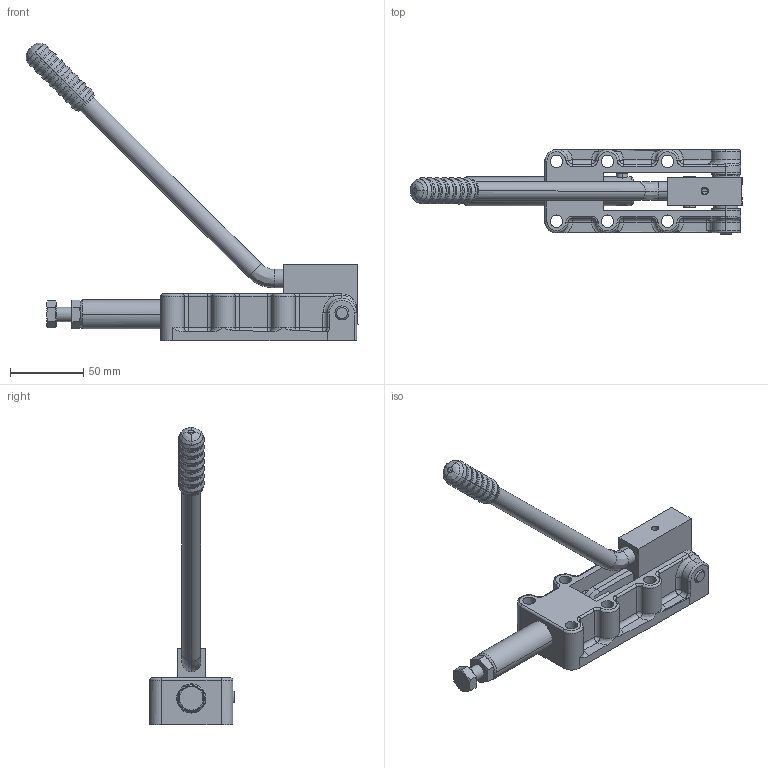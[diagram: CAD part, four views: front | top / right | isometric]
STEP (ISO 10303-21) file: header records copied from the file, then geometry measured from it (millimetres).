
FILE_DESCRIPTION (( 'STEP AP203' ), '1' );
FILE_NAME ('P1200L.STEP', '2016-11-24T13:22:14', ( '' ), ( '' ), 'SwSTEP 2.0', 'SolidWorks 2016', '' );
FILE_SCHEMA (( 'CONFIG_CONTROL_DESIGN' ));
Length unit declared in the file: millimetre
Products named in the file (3): P1200L-BODY; P1200L; hex bolt gradec_bsii_BS EN 24016 - M10 x 50 x 50-WN
Assembly tree (2 placements, depth 2):
  P1200L
    P1200L-BODY
    hex bolt gradec_bsii_BS EN 24016 - M10 x 50 x 50-WN
Bounding box: 227.16 x 58 x 203.52 mm (x, y, z)
Volume: 219329.7 mm3; surface area: 90487.6 mm2
Topology: 17 solids, 17 shells, 406 faces, 982 edges, 594 vertices
Faces by surface type: cylinder 154, plane 105, bspline 101, cone 46
Entity records: 18607 total; most frequent: CARTESIAN_POINT 9099, DIRECTION 1946, ORIENTED_EDGE 1932, EDGE_CURVE 966, AXIS2_PLACEMENT_3D 801, VERTEX_POINT 594, CIRCLE 491, EDGE_LOOP 460
